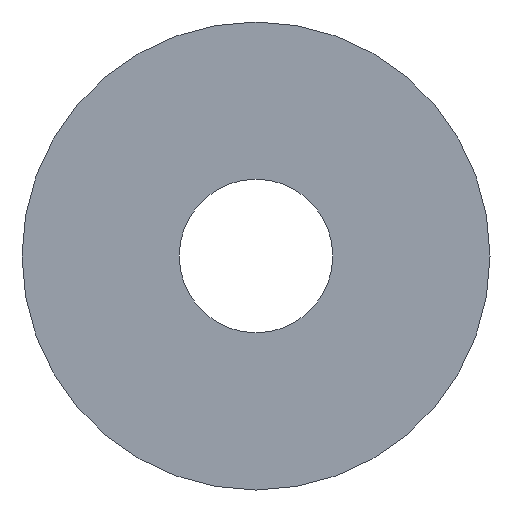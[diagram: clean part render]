
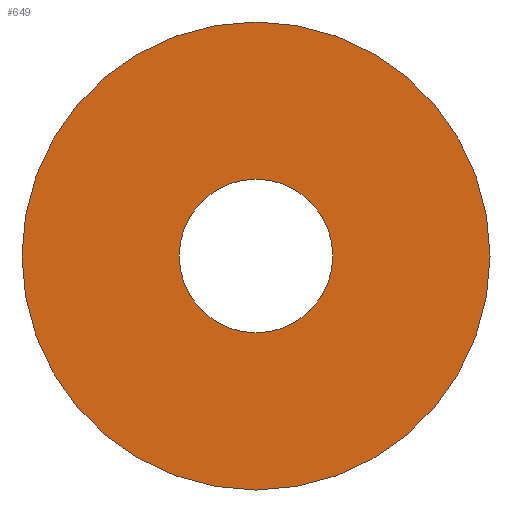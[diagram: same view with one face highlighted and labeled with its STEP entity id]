
A CAD part, left-side view. The second image highlights one B-rep face of the part: STEP entity #649.
In plain terms, the highlighted planar face has unit normal (-1, 0, 0).
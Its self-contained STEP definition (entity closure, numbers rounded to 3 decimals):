
#25 = CARTESIAN_POINT ( 'NONE',  ( 0., 8., 0. ) ) ;
#39 = CARTESIAN_POINT ( 'NONE',  ( 0., 0., 0. ) ) ;
#48 = AXIS2_PLACEMENT_3D ( 'NONE', #39, #353, #515 ) ;
#51 = EDGE_CURVE ( 'NONE', #273, #63, #340, .T. ) ;
#59 = DIRECTION ( 'NONE',  ( -1., 0., 0. ) ) ;
#63 = VERTEX_POINT ( 'NONE', #415 ) ;
#82 = FACE_BOUND ( 'NONE', #510, .T. ) ;
#100 = CARTESIAN_POINT ( 'NONE',  ( 0., 0., 2.625 ) ) ;
#114 = VERTEX_POINT ( 'NONE', #196 ) ;
#136 = CIRCLE ( 'NONE', #226, 8. ) ;
#140 = AXIS2_PLACEMENT_3D ( 'NONE', #25, #452, #296 ) ;
#149 = AXIS2_PLACEMENT_3D ( 'NONE', #444, #182, #188 ) ;
#182 = DIRECTION ( 'NONE',  ( -1., 0., 0. ) ) ;
#186 = PLANE ( 'NONE',  #140 ) ;
#188 = DIRECTION ( 'NONE',  ( 0., 0., 1. ) ) ;
#193 = CARTESIAN_POINT ( 'NONE',  ( 0., 0., -8. ) ) ;
#196 = CARTESIAN_POINT ( 'NONE',  ( 0., 0., 8. ) ) ;
#202 = EDGE_CURVE ( 'NONE', #114, #398, #136, .T. ) ;
#226 = AXIS2_PLACEMENT_3D ( 'NONE', #528, #674, #469 ) ;
#235 = AXIS2_PLACEMENT_3D ( 'NONE', #429, #59, #529 ) ;
#273 = VERTEX_POINT ( 'NONE', #100 ) ;
#274 = ORIENTED_EDGE ( 'NONE', *, *, #572, .F. ) ;
#296 = DIRECTION ( 'NONE',  ( 0., 0., -1. ) ) ;
#322 = EDGE_CURVE ( 'NONE', #398, #114, #413, .T. ) ;
#331 = EDGE_LOOP ( 'NONE', ( #375, #332 ) ) ;
#332 = ORIENTED_EDGE ( 'NONE', *, *, #322, .T. ) ;
#340 = CIRCLE ( 'NONE', #48, 2.625 ) ;
#353 = DIRECTION ( 'NONE',  ( -1., 0., 0. ) ) ;
#375 = ORIENTED_EDGE ( 'NONE', *, *, #202, .T. ) ;
#398 = VERTEX_POINT ( 'NONE', #193 ) ;
#413 = CIRCLE ( 'NONE', #235, 8. ) ;
#415 = CARTESIAN_POINT ( 'NONE',  ( 0., 0., -2.625 ) ) ;
#429 = CARTESIAN_POINT ( 'NONE',  ( 0., 0., 0. ) ) ;
#431 = ORIENTED_EDGE ( 'NONE', *, *, #51, .F. ) ;
#444 = CARTESIAN_POINT ( 'NONE',  ( 0., 0., 0. ) ) ;
#452 = DIRECTION ( 'NONE',  ( 1., 0., 0. ) ) ;
#469 = DIRECTION ( 'NONE',  ( 0., 0., 1. ) ) ;
#509 = FACE_OUTER_BOUND ( 'NONE', #331, .T. ) ;
#510 = EDGE_LOOP ( 'NONE', ( #431, #274 ) ) ;
#515 = DIRECTION ( 'NONE',  ( 0., 0., 1. ) ) ;
#528 = CARTESIAN_POINT ( 'NONE',  ( 0., 0., 0. ) ) ;
#529 = DIRECTION ( 'NONE',  ( 0., 0., 1. ) ) ;
#572 = EDGE_CURVE ( 'NONE', #63, #273, #671, .T. ) ;
#649 = ADVANCED_FACE ( 'NONE', ( #82, #509 ), #186, .F. ) ;
#671 = CIRCLE ( 'NONE', #149, 2.625 ) ;
#674 = DIRECTION ( 'NONE',  ( -1., 0., 0. ) ) ;
